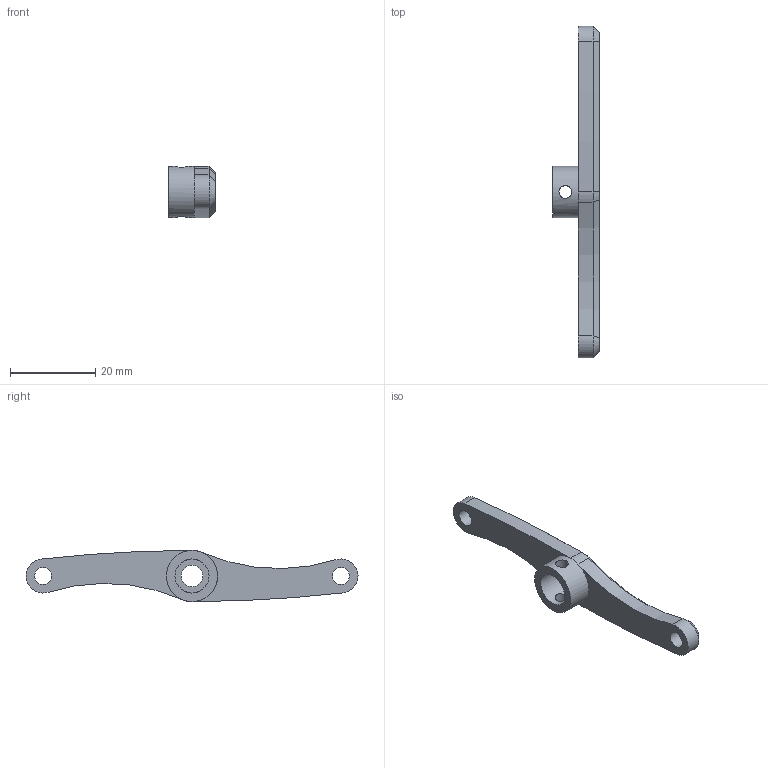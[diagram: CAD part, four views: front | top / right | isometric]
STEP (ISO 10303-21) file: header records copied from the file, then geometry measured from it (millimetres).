
FILE_DESCRIPTION(('FreeCAD Model'),'2;1');
FILE_NAME('Open CASCADE Shape Model','2024-12-24T11:12:26',(''),(''), 'Open CASCADE STEP processor 7.6','FreeCAD','Unknown');
FILE_SCHEMA(('AUTOMOTIVE_DESIGN { 1 0 10303 214 1 1 1 1 }'));
Length unit declared in the file: millimetre
Products named in the file (1): handle-pt1
Bounding box: 11 x 77.99 x 12 mm (x, y, z)
Volume: 3112 mm3; surface area: 2455.3 mm2
Topology: 1 solids, 1 shells, 28 faces, 63 edges, 38 vertices
Faces by surface type: cylinder 15, cone 8, plane 5
Full cylindrical faces by diameter (mm): 3 x2, 4 x2, 5 x1, 8 x1, 12 x1
Entity records: 1141 total; most frequent: CARTESIAN_POINT 450, DIRECTION 153, ORIENTED_EDGE 126, AXIS2_PLACEMENT_3D 65, EDGE_CURVE 63, FACE_BOUND 39, EDGE_LOOP 39, VERTEX_POINT 38
